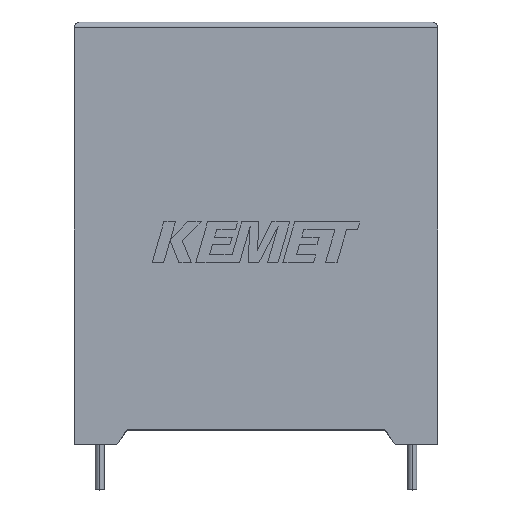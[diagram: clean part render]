
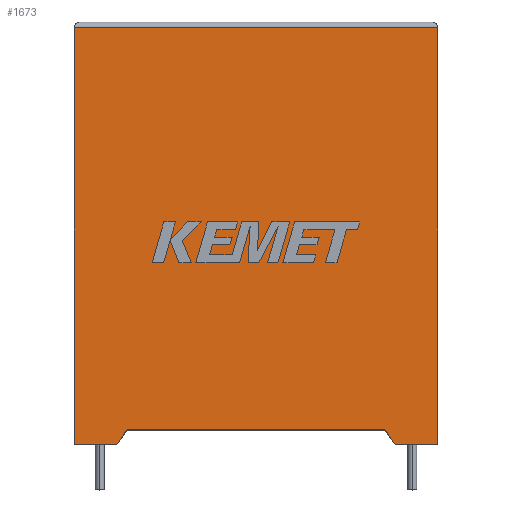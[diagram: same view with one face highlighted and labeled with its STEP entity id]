
A CAD part, top view. The second image highlights one B-rep face of the part: STEP entity #1673.
In plain terms, the highlighted planar face has unit normal (0, 0, 1).
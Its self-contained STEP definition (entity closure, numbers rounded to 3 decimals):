
#49 = VERTEX_POINT ( 'NONE', #386 ) ;
#84 = CARTESIAN_POINT ( 'NONE',  ( 28.25, 0., 22.3 ) ) ;
#107 = VERTEX_POINT ( 'NONE', #2526 ) ;
#141 = ORIENTED_EDGE ( 'NONE', *, *, #1625, .T. ) ;
#173 = DIRECTION ( 'NONE',  ( -0.569, -0.822, 0. ) ) ;
#295 = CARTESIAN_POINT ( 'NONE',  ( 0., 0., 22.3 ) ) ;
#386 = CARTESIAN_POINT ( 'NONE',  ( 27.361, 1.283, 22.3 ) ) ;
#393 = ORIENTED_EDGE ( 'NONE', *, *, #1393, .T. ) ;
#483 = LINE ( 'NONE', #1553, #2880 ) ;
#504 = DIRECTION ( 'NONE',  ( -1., 0., 0. ) ) ;
#509 = ORIENTED_EDGE ( 'NONE', *, *, #2038, .T. ) ;
#620 = ORIENTED_EDGE ( 'NONE', *, *, #2730, .T. ) ;
#661 = ORIENTED_EDGE ( 'NONE', *, *, #1399, .F. ) ;
#675 = VERTEX_POINT ( 'NONE', #2246 ) ;
#811 = DIRECTION ( 'NONE',  ( 0., -1., 0. ) ) ;
#862 = LINE ( 'NONE', #1609, #1840 ) ;
#911 = VERTEX_POINT ( 'NONE', #2735 ) ;
#997 = VECTOR ( 'NONE', #811, 1000. ) ;
#1137 = DIRECTION ( 'NONE',  ( 1., 0., 0. ) ) ;
#1230 = LINE ( 'NONE', #1897, #2435 ) ;
#1244 = DIRECTION ( 'NONE',  ( 0.569, -0.822, 0. ) ) ;
#1279 = CARTESIAN_POINT ( 'NONE',  ( 32., 0., 22.3 ) ) ;
#1373 = LINE ( 'NONE', #1585, #2763 ) ;
#1393 = EDGE_CURVE ( 'NONE', #675, #2300, #2928, .T. ) ;
#1399 = EDGE_CURVE ( 'NONE', #1556, #2300, #1373, .T. ) ;
#1405 = LINE ( 'NONE', #3009, #1958 ) ;
#1409 = CARTESIAN_POINT ( 'NONE',  ( 4.639, 1.283, 22.3 ) ) ;
#1463 = DIRECTION ( 'NONE',  ( -1., 0., 0. ) ) ;
#1472 = DIRECTION ( 'NONE',  ( 0., 0., -1. ) ) ;
#1553 = CARTESIAN_POINT ( 'NONE',  ( 16., 1.283, 22.3 ) ) ;
#1556 = VERTEX_POINT ( 'NONE', #1409 ) ;
#1585 = CARTESIAN_POINT ( 'NONE',  ( 3.75, 0., 22.3 ) ) ;
#1609 = CARTESIAN_POINT ( 'NONE',  ( 32., 0., 22.3 ) ) ;
#1615 = ORIENTED_EDGE ( 'NONE', *, *, #2024, .T. ) ;
#1625 = EDGE_CURVE ( 'NONE', #911, #1984, #1230, .T. ) ;
#1662 = VECTOR ( 'NONE', #1137, 1000. ) ;
#1673 = ADVANCED_FACE ( 'NONE', ( #2800 ), #2381, .F. ) ;
#1688 = LINE ( 'NONE', #2683, #997 ) ;
#1837 = CARTESIAN_POINT ( 'NONE',  ( 0., 36.7, 22.3 ) ) ;
#1840 = VECTOR ( 'NONE', #1850, 1000. ) ;
#1850 = DIRECTION ( 'NONE',  ( 0., 1., 0. ) ) ;
#1851 = AXIS2_PLACEMENT_3D ( 'NONE', #295, #1472, #1463 ) ;
#1897 = CARTESIAN_POINT ( 'NONE',  ( 0., 36.7, 22.3 ) ) ;
#1958 = VECTOR ( 'NONE', #2770, 1000. ) ;
#1984 = VERTEX_POINT ( 'NONE', #1837 ) ;
#1988 = EDGE_CURVE ( 'NONE', #49, #1556, #483, .T. ) ;
#2024 = EDGE_CURVE ( 'NONE', #2514, #911, #862, .T. ) ;
#2038 = EDGE_CURVE ( 'NONE', #107, #2514, #1405, .T. ) ;
#2070 = LINE ( 'NONE', #84, #3004 ) ;
#2246 = CARTESIAN_POINT ( 'NONE',  ( 0., 0., 22.3 ) ) ;
#2300 = VERTEX_POINT ( 'NONE', #2609 ) ;
#2381 = PLANE ( 'NONE',  #1851 ) ;
#2435 = VECTOR ( 'NONE', #504, 1000. ) ;
#2499 = EDGE_CURVE ( 'NONE', #1984, #675, #1688, .T. ) ;
#2514 = VERTEX_POINT ( 'NONE', #1279 ) ;
#2526 = CARTESIAN_POINT ( 'NONE',  ( 28.25, 0., 22.3 ) ) ;
#2542 = DIRECTION ( 'NONE',  ( -1., 0., 0. ) ) ;
#2609 = CARTESIAN_POINT ( 'NONE',  ( 3.75, 0., 22.3 ) ) ;
#2683 = CARTESIAN_POINT ( 'NONE',  ( 0., 0., 22.3 ) ) ;
#2730 = EDGE_CURVE ( 'NONE', #49, #107, #2070, .T. ) ;
#2735 = CARTESIAN_POINT ( 'NONE',  ( 32., 36.7, 22.3 ) ) ;
#2763 = VECTOR ( 'NONE', #173, 1000. ) ;
#2770 = DIRECTION ( 'NONE',  ( 1., 0., 0. ) ) ;
#2781 = ORIENTED_EDGE ( 'NONE', *, *, #1988, .F. ) ;
#2800 = FACE_OUTER_BOUND ( 'NONE', #3021, .T. ) ;
#2880 = VECTOR ( 'NONE', #2542, 1000. ) ;
#2928 = LINE ( 'NONE', #3002, #1662 ) ;
#3002 = CARTESIAN_POINT ( 'NONE',  ( 0., 0., 22.3 ) ) ;
#3004 = VECTOR ( 'NONE', #1244, 1000. ) ;
#3009 = CARTESIAN_POINT ( 'NONE',  ( 0., 0., 22.3 ) ) ;
#3021 = EDGE_LOOP ( 'NONE', ( #1615, #141, #3044, #393, #661, #2781, #620, #509 ) ) ;
#3044 = ORIENTED_EDGE ( 'NONE', *, *, #2499, .T. ) ;
